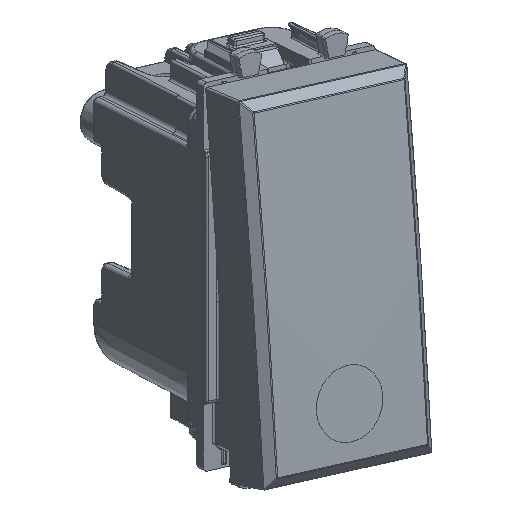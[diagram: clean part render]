
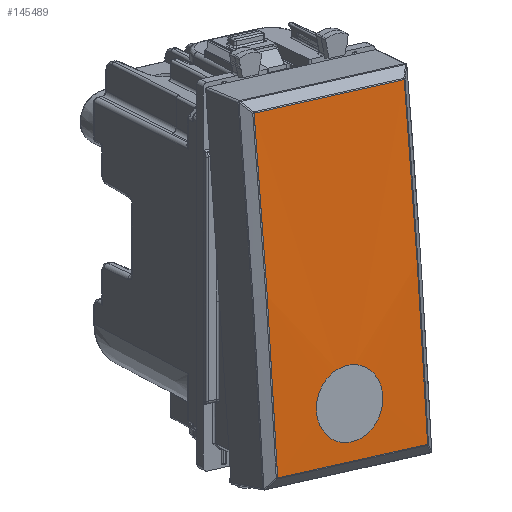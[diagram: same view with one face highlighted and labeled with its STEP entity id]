
A CAD part, top view. The second image highlights one B-rep face of the part: STEP entity #145489.
In plain terms, the highlighted cylindrical face has radius 791.456 mm (diameter 1582.91 mm), a partial arc.
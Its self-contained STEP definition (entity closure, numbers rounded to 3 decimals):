
#143151=CARTESIAN_POINT('Vertex',(-4.312,-14.,15.776)) ;
#143158=CARTESIAN_POINT('Vertex',(4.312,-14.,15.776)) ;
#143162=CARTESIAN_POINT('Control Point',(4.312,-14.,15.776)) ;
#143163=CARTESIAN_POINT('Control Point',(4.311,-12.772,15.798)) ;
#143164=CARTESIAN_POINT('Control Point',(3.872,-11.545,15.817)) ;
#143165=CARTESIAN_POINT('Control Point',(2.993,-10.528,15.83)) ;
#143166=CARTESIAN_POINT('Control Point',(1.075,-9.51,15.843)) ;
#143167=CARTESIAN_POINT('Control Point',(-1.02,-9.692,15.841)) ;
#143168=CARTESIAN_POINT('Control Point',(-1.826,-9.967,15.837)) ;
#143169=CARTESIAN_POINT('Control Point',(-3.106,-10.788,15.827)) ;
#143170=CARTESIAN_POINT('Control Point',(-3.93,-12.049,15.809)) ;
#143171=CARTESIAN_POINT('Control Point',(-4.184,-12.678,15.799)) ;
#143172=CARTESIAN_POINT('Control Point',(-4.311,-13.339,15.788)) ;
#143173=CARTESIAN_POINT('Control Point',(-4.312,-14.,15.776)) ;
#143188=CARTESIAN_POINT('Control Point',(-4.312,-14.,15.776)) ;
#143189=CARTESIAN_POINT('Control Point',(-4.314,-15.227,15.754)) ;
#143190=CARTESIAN_POINT('Control Point',(-3.879,-16.455,15.73)) ;
#143191=CARTESIAN_POINT('Control Point',(-3.002,-17.475,15.707)) ;
#143192=CARTESIAN_POINT('Control Point',(-1.086,-18.499,15.684)) ;
#143193=CARTESIAN_POINT('Control Point',(1.01,-18.321,15.688)) ;
#143194=CARTESIAN_POINT('Control Point',(1.817,-18.048,15.694)) ;
#143195=CARTESIAN_POINT('Control Point',(3.102,-17.228,15.713)) ;
#143196=CARTESIAN_POINT('Control Point',(3.93,-15.963,15.739)) ;
#143197=CARTESIAN_POINT('Control Point',(4.185,-15.331,15.752)) ;
#143198=CARTESIAN_POINT('Control Point',(4.313,-14.665,15.764)) ;
#143199=CARTESIAN_POINT('Control Point',(4.312,-14.,15.776)) ;
#144714=CARTESIAN_POINT('Vertex',(9.75,-20.496,15.635)) ;
#144722=CARTESIAN_POINT('Vertex',(9.75,20.496,15.635)) ;
#144726=CARTESIAN_POINT('Control Point',(9.75,-20.496,15.635)) ;
#144727=CARTESIAN_POINT('Control Point',(9.747,-15.889,15.754)) ;
#144728=CARTESIAN_POINT('Control Point',(9.745,-11.282,15.84)) ;
#144729=CARTESIAN_POINT('Control Point',(9.743,-6.674,15.892)) ;
#144730=CARTESIAN_POINT('Control Point',(9.742,1.525,15.925)) ;
#144731=CARTESIAN_POINT('Control Point',(9.744,9.724,15.852)) ;
#144732=CARTESIAN_POINT('Control Point',(9.746,13.315,15.8)) ;
#144733=CARTESIAN_POINT('Control Point',(9.748,16.906,15.728)) ;
#144734=CARTESIAN_POINT('Control Point',(9.75,20.496,15.635)) ;
#145264=CARTESIAN_POINT('Vertex',(-9.75,-20.496,15.635)) ;
#145267=CARTESIAN_POINT('Line Origine',(0.,-20.496,15.635)) ;
#145461=CARTESIAN_POINT('Axis2P3D Location',(0.,0.,-775.556)) ;
#145466=CARTESIAN_POINT('Line Origine',(0.,20.496,15.635)) ;
#145470=CARTESIAN_POINT('Vertex',(-9.75,20.496,15.635)) ;
#145474=CARTESIAN_POINT('Control Point',(-9.75,-20.496,15.635)) ;
#145475=CARTESIAN_POINT('Control Point',(-9.741,-6.835,15.988)) ;
#145476=CARTESIAN_POINT('Control Point',(-9.741,6.835,15.988)) ;
#145477=CARTESIAN_POINT('Control Point',(-9.75,20.496,15.635)) ;
#145268=DIRECTION('Vector Direction',(1.,0.,0.)) ;
#145462=DIRECTION('Axis2P3D Direction',(-1.,0.,0.)) ;
#145463=DIRECTION('Axis2P3D XDirection',(0.,-0.028,1.)) ;
#145467=DIRECTION('Vector Direction',(-1.,0.,0.)) ;
#145464=AXIS2_PLACEMENT_3D('Cylinder Axis2P3D',#145461,#145462,#145463) ;
#145480=ORIENTED_EDGE('',*,*,#145472,.T.) ;
#145481=ORIENTED_EDGE('',*,*,#145478,.T.) ;
#145482=ORIENTED_EDGE('',*,*,#145271,.T.) ;
#145483=ORIENTED_EDGE('',*,*,#144735,.T.) ;
#145486=ORIENTED_EDGE('',*,*,#143174,.F.) ;
#145487=ORIENTED_EDGE('',*,*,#143200,.F.) ;
#145488=FACE_BOUND('',#145485,.T.) ;
#145269=VECTOR('Line Direction',#145268,1.) ;
#145468=VECTOR('Line Direction',#145467,1.) ;
#145489=ADVANCED_FACE('Tasto Tekla',(#145484,#145488),#145465,.T.) ;
#143161=B_SPLINE_CURVE_WITH_KNOTS('',5,(#143162,#143163,#143164,#143165,#143166,#143167,#143168,#143169,#143170,#143171,#143172,#143173),.UNSPECIFIED.,.F.,.U.,(6,3,3,6),(0.,8.825,14.71,19.462),.UNSPECIFIED.) ;
#143187=B_SPLINE_CURVE_WITH_KNOTS('',5,(#143188,#143189,#143190,#143191,#143192,#143193,#143194,#143195,#143196,#143197,#143198,#143199),.UNSPECIFIED.,.F.,.U.,(6,3,3,6),(0.,8.82,14.697,19.477),.UNSPECIFIED.) ;
#144725=B_SPLINE_CURVE_WITH_KNOTS('',5,(#144726,#144727,#144728,#144729,#144730,#144731,#144732,#144733,#144734),.UNSPECIFIED.,.F.,.U.,(6,3,6),(17.255,57.142,88.225),.UNSPECIFIED.) ;
#145473=B_SPLINE_CURVE_WITH_KNOTS('',3,(#145474,#145475,#145476,#145477),.UNSPECIFIED.,.F.,.U.,(4,4),(17.254,88.224),.UNSPECIFIED.) ;
#145465=CYLINDRICAL_SURFACE('generated cylinder',#145464,791.456) ;
#143174=EDGE_CURVE('',#143159,#143152,#143161,.T.) ;
#143200=EDGE_CURVE('',#143152,#143159,#143187,.T.) ;
#144735=EDGE_CURVE('',#144715,#144723,#144725,.T.) ;
#145271=EDGE_CURVE('',#145265,#144715,#145270,.T.) ;
#145472=EDGE_CURVE('',#144723,#145471,#145469,.T.) ;
#145478=EDGE_CURVE('',#145471,#145265,#145473,.F.) ;
#145479=EDGE_LOOP('',(#145480,#145481,#145482,#145483)) ;
#145485=EDGE_LOOP('',(#145486,#145487)) ;
#145484=FACE_OUTER_BOUND('',#145479,.T.) ;
#145270=LINE('Line',#145267,#145269) ;
#145469=LINE('Line',#145466,#145468) ;
#143152=VERTEX_POINT('',#143151) ;
#143159=VERTEX_POINT('',#143158) ;
#144715=VERTEX_POINT('',#144714) ;
#144723=VERTEX_POINT('',#144722) ;
#145265=VERTEX_POINT('',#145264) ;
#145471=VERTEX_POINT('',#145470) ;
